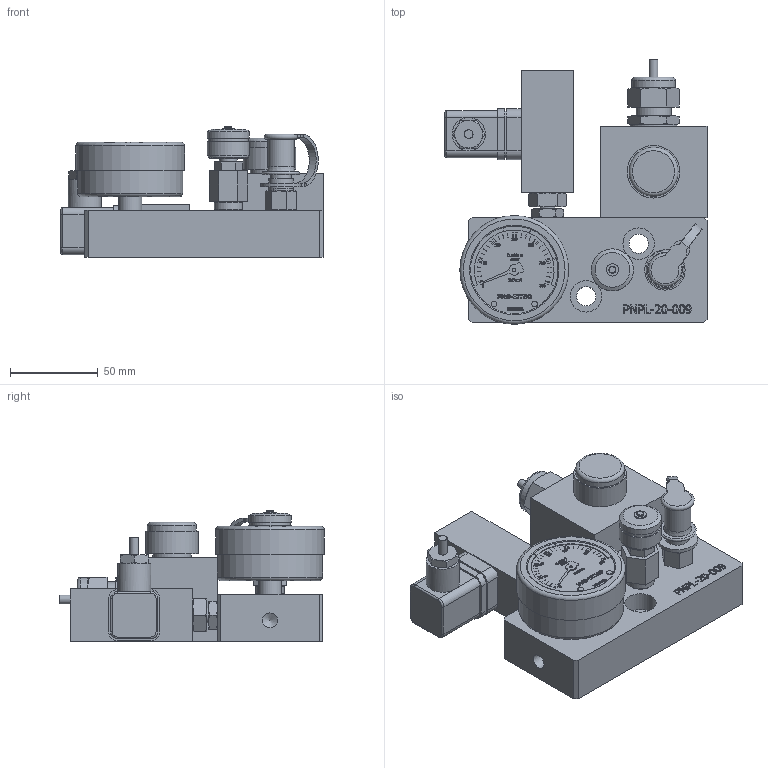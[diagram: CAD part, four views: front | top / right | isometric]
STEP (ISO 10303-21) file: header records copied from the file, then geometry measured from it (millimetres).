
FILE_DESCRIPTION(/* description */ (''),/* implementation_level */ '2;1');
FILE_NAME(/* name */ 'PNPL-20-009.stp',/* time_stamp */ '2025-01-06T14:21:12-03:00',/* author */ ('Jefferson'),/* organization */ (''),/* preprocessor_version */ 'ST-DEVELOPER v19',/* originating_system */ 'Autodesk Inventor 2023',/* authorisation */ '');
FILE_SCHEMA (('AUTOMOTIVE_DESIGN { 1 0 10303 214 3 1 1 }'));
Length unit declared in the file: millimetre
Products named in the file (10): PNPL-20-009-SD; BLOCO PAINEL PNPL-20-009-SD; PNK-G1-8-VEX; PNK-R1-2-ER-M; PNK-R1-2-ER-M-ENGATE; PNK-R1-2-ER-M-TAMPA; PNK-MN-63-R1-4-T; PNK-MN-63-R1-4-T-CARCACA; PNK-MN-63-ARTE; CAIXA E PRESSOSTATO PNPL-20-009
Assembly tree (9 placements, depth 3):
  PNPL-20-009-SD
    BLOCO PAINEL PNPL-20-009-SD
    PNK-G1-8-VEX
    PNK-R1-2-ER-M
      PNK-R1-2-ER-M-ENGATE
      PNK-R1-2-ER-M-TAMPA
    PNK-MN-63-R1-4-T
      PNK-MN-63-R1-4-T-CARCACA
      PNK-MN-63-ARTE
    CAIXA E PRESSOSTATO PNPL-20-009
Bounding box: 149.5 x 151 x 74.7 mm (x, y, z)
Volume: 605969.1 mm3; surface area: 99859.1 mm2
Topology: 8 solids, 10 shells, 1513 faces, 3870 edges, 2554 vertices
Faces by surface type: plane 838, bspline 465, cylinder 123, cone 70, torus 17
Full cylindrical faces by diameter (mm): 0.881 x1, 2 x1, 3.2 x2, 3.257 x2, 4 x1, 5 x2, 5.814 x1, 7 x1, 8.4 x1, 8.566 x2, 9.068 x1, 9.728 x2, 9.8 x1, 10.18 x1, 10.5 x2, 11 x2, 11.9 x1, 12 x3, 12.7 x2, 13.157 x2, 14 x3, 15 x1, 16 x1, 18 x2, 19 x1, 20 x1, 22 x1, 22.8 x1, 23 x1, 24 x2
Entity records: 49671 total; most frequent: CARTESIAN_POINT 14416, ORIENTED_EDGE 7736, DIRECTION 5337, EDGE_CURVE 3868, VERTEX_POINT 2554, LINE 2435, VECTOR 2435, EDGE_LOOP 1702
